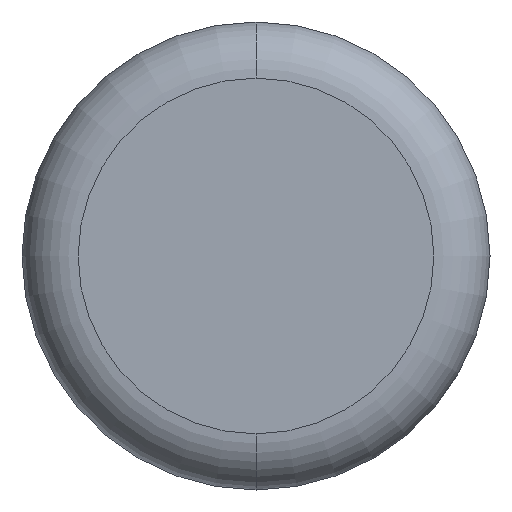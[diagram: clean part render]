
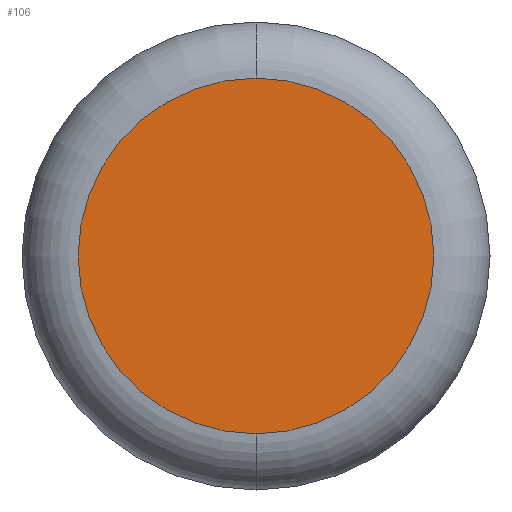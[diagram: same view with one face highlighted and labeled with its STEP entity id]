
A CAD part, front view. The second image highlights one B-rep face of the part: STEP entity #106.
In plain terms, the highlighted planar face has unit normal (0, -1, 0).
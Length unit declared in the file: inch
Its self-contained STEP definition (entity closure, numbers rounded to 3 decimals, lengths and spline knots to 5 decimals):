
#10 = AXIS2_PLACEMENT_3D ( 'NONE', #47, #16, #252 ) ;
#16 = DIRECTION ( 'NONE',  ( 0., -1., 0. ) ) ;
#24 = DIRECTION ( 'NONE',  ( 0., 0., -1. ) ) ;
#39 = CIRCLE ( 'NONE', #347, 0.19 ) ;
#47 = CARTESIAN_POINT ( 'NONE',  ( 0., 0., 0. ) ) ;
#56 = CARTESIAN_POINT ( 'NONE',  ( 0., 0., 0. ) ) ;
#64 = VERTEX_POINT ( 'NONE', #303 ) ;
#88 = DIRECTION ( 'NONE',  ( 0., -1., 0. ) ) ;
#106 = ADVANCED_FACE ( 'NONE', ( #172 ), #176, .T. ) ;
#120 = CARTESIAN_POINT ( 'NONE',  ( 0., 0., 0. ) ) ;
#140 = ORIENTED_EDGE ( 'NONE', *, *, #202, .T. ) ;
#168 = AXIS2_PLACEMENT_3D ( 'NONE', #120, #88, #212 ) ;
#172 = FACE_OUTER_BOUND ( 'NONE', #316, .T. ) ;
#176 = PLANE ( 'NONE',  #10 ) ;
#182 = DIRECTION ( 'NONE',  ( 0., -1., 0. ) ) ;
#186 = CARTESIAN_POINT ( 'NONE',  ( 0., 0., -0.19 ) ) ;
#202 = EDGE_CURVE ( 'NONE', #286, #64, #39, .T. ) ;
#212 = DIRECTION ( 'NONE',  ( 0., 0., -1. ) ) ;
#227 = EDGE_CURVE ( 'NONE', #64, #286, #278, .T. ) ;
#252 = DIRECTION ( 'NONE',  ( 0., 0., -1. ) ) ;
#264 = ORIENTED_EDGE ( 'NONE', *, *, #227, .T. ) ;
#278 = CIRCLE ( 'NONE', #168, 0.19 ) ;
#286 = VERTEX_POINT ( 'NONE', #186 ) ;
#303 = CARTESIAN_POINT ( 'NONE',  ( 0., 0., 0.19 ) ) ;
#316 = EDGE_LOOP ( 'NONE', ( #140, #264 ) ) ;
#347 = AXIS2_PLACEMENT_3D ( 'NONE', #56, #182, #24 ) ;
